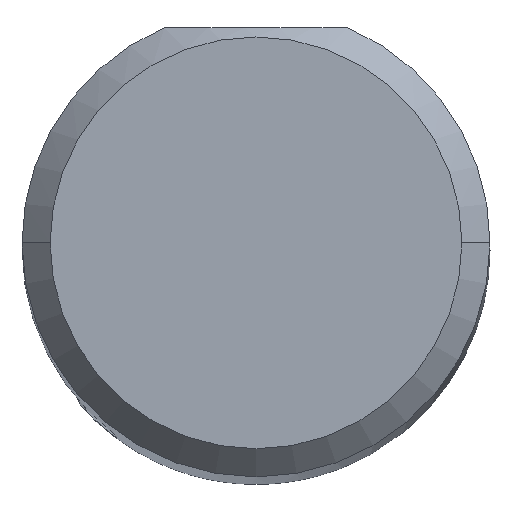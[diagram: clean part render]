
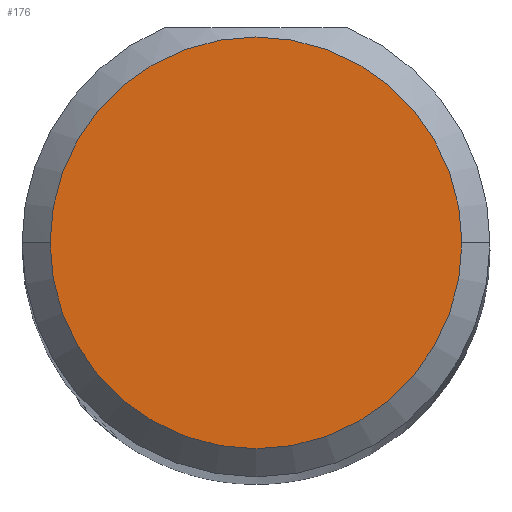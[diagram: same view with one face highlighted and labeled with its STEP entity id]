
A CAD part, top view. The second image highlights one B-rep face of the part: STEP entity #176.
In plain terms, the highlighted planar face has unit normal (0, 0, 1).
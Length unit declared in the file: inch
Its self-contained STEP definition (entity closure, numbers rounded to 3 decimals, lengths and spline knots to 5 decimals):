
#47 = FACE_OUTER_BOUND ( 'NONE', #530, .T. ) ;
#60 = DIRECTION ( 'NONE',  ( 1., 0., 0. ) ) ;
#104 = VERTEX_POINT ( 'NONE', #700 ) ;
#149 = EDGE_CURVE ( 'NONE', #781, #104, #750, .T. ) ;
#166 = CIRCLE ( 'NONE', #374, 0.11 ) ;
#176 = ADVANCED_FACE ( 'NONE', ( #47 ), #561, .T. ) ;
#223 = DIRECTION ( 'NONE',  ( 1., 0., 0. ) ) ;
#226 = AXIS2_PLACEMENT_3D ( 'NONE', #356, #377, #223 ) ;
#233 = DIRECTION ( 'NONE',  ( 1., 0., 0. ) ) ;
#356 = CARTESIAN_POINT ( 'NONE',  ( 0., 0., 2.5 ) ) ;
#374 = AXIS2_PLACEMENT_3D ( 'NONE', #696, #745, #233 ) ;
#377 = DIRECTION ( 'NONE',  ( 0., 0., 1. ) ) ;
#530 = EDGE_LOOP ( 'NONE', ( #581, #772 ) ) ;
#561 = PLANE ( 'NONE',  #226 ) ;
#566 = CARTESIAN_POINT ( 'NONE',  ( 0., 0., 2.5 ) ) ;
#581 = ORIENTED_EDGE ( 'NONE', *, *, #830, .T. ) ;
#620 = CARTESIAN_POINT ( 'NONE',  ( 0.11, 0., 2.5 ) ) ;
#696 = CARTESIAN_POINT ( 'NONE',  ( 0., 0., 2.5 ) ) ;
#700 = CARTESIAN_POINT ( 'NONE',  ( -0.11, 0., 2.5 ) ) ;
#745 = DIRECTION ( 'NONE',  ( 0., 0., 1. ) ) ;
#750 = CIRCLE ( 'NONE', #835, 0.11 ) ;
#772 = ORIENTED_EDGE ( 'NONE', *, *, #149, .T. ) ;
#781 = VERTEX_POINT ( 'NONE', #620 ) ;
#828 = DIRECTION ( 'NONE',  ( 0., 0., 1. ) ) ;
#830 = EDGE_CURVE ( 'NONE', #104, #781, #166, .T. ) ;
#835 = AXIS2_PLACEMENT_3D ( 'NONE', #566, #828, #60 ) ;
